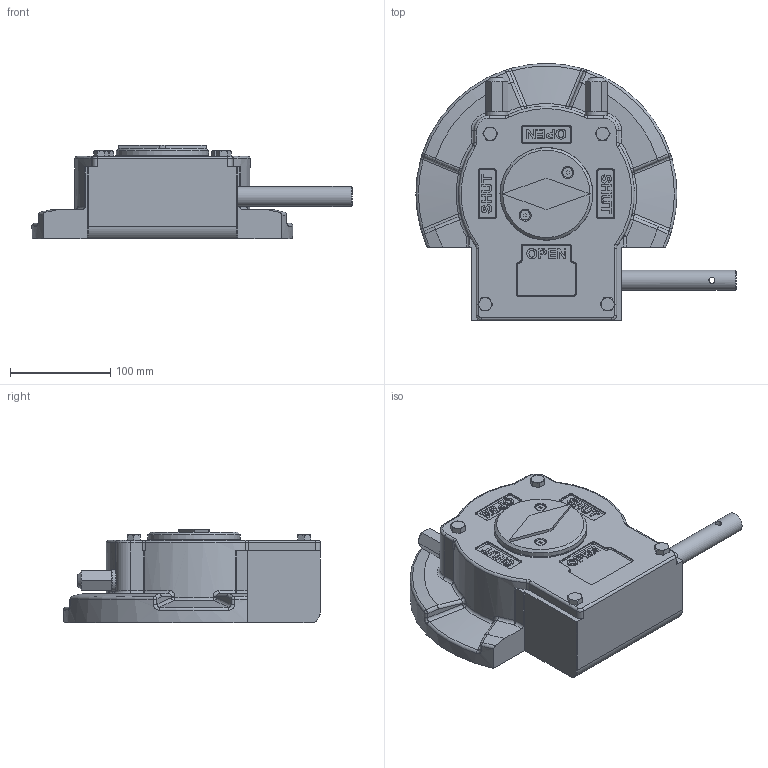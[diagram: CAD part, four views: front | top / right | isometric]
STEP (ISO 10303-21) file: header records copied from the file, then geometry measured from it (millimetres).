
FILE_DESCRIPTION( ( 'Unknown' ), '1' );
FILE_NAME( 'AB880W LB LH.stp', 'Unknown', ( 'Unknown' ), ( 'Unknown' ), 'PSStep 15.0.49', 'Unknown', ' ' );
FILE_SCHEMA( ( 'AUTOMOTIVE_DESIGN { 1 0 10303 214 1 1 1 1 }' ) );
Length unit declared in the file: millimetre
Products named in the file (1): 21C0Z10000001
Bounding box: 319 x 256 x 93 mm (x, y, z)
Volume: 2431517.8 mm3; surface area: 324400.9 mm2
Topology: 1 solids, 19 shells, 1173 faces, 3020 edges, 1904 vertices
Faces by surface type: plane 433, cylinder 279, torus 171, cone 167, bspline 58, sphere 35, extrusion 30
Full cylindrical faces by diameter (mm): 4.134 x2, 5 x2, 5.6 x3, 6 x3, 6.647 x8, 8 x4, 9 x4, 9.78 x2, 10.2 x2, 16 x1, 20 x2, 22 x2, 24 x3, 26 x2, 72.15 x2, 74 x2, 75 x4, 81 x1, 86 x1, 86.6 x1, 92 x1, 92.5 x1
Entity records: 56557 total; most frequent: CARTESIAN_POINT 20822, ORIENTED_EDGE 5656, DIRECTION 5095, EDGE_CURVE 2828, AXIS2_PLACEMENT_3D 2105, VERTEX_POINT 1852, EDGE_LOOP 1353, FACE_OUTER_BOUND 1241
